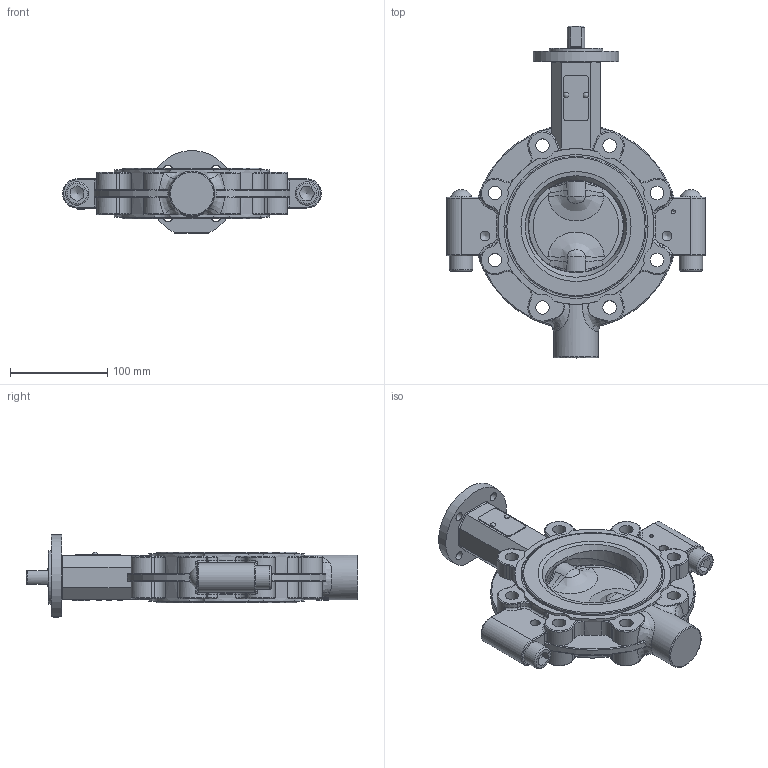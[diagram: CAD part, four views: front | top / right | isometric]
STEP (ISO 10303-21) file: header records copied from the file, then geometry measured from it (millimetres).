
FILE_DESCRIPTION(/* description */ (''),/* implementation_level */ '2;1');
FILE_NAME(/* name */ 'T214-C DN100.stp',/* time_stamp */ '2021-03-31T09:06:21+02:00',/* author */ ('hellwig'),/* organization */ (''),/* preprocessor_version */ 'ST-DEVELOPER v16.5',/* originating_system */ 'Autodesk Inventor 2017',/* authorisation */ '');
FILE_SCHEMA (('CONFIG_CONTROL_DESIGN'));
Products named in the file (1): M17172
Bounding box: 266 x 341 x 84.63 mm (x, y, z)
Volume: 1335756.7 mm3; surface area: 244083.1 mm2
Topology: 1 solids, 9 shells, 1102 faces, 2856 edges, 1809 vertices
Faces by surface type: plane 405, bspline 298, cylinder 236, torus 113, cone 44, sphere 6
Full cylindrical faces by diameter (mm): 3 x4, 3.2 x2, 4.134 x1, 9 x4, 10 x3, 13.835 x10, 16 x2, 16.5 x2, 18 x3, 19 x1, 20 x3, 23 x2, 23.2 x1, 24 x2, 25 x1, 33 x2, 46 x1, 54.9 x1, 105.5 x1, 108.4 x2, 144 x2, 148 x2
Entity records: 54564 total; most frequent: CARTESIAN_POINT 28800, ORIENTED_EDGE 5356, DIRECTION 4478, EDGE_CURVE 2678, VERTEX_POINT 1762, AXIS2_PLACEMENT_3D 1667, EDGE_LOOP 1316, LINE 1144
